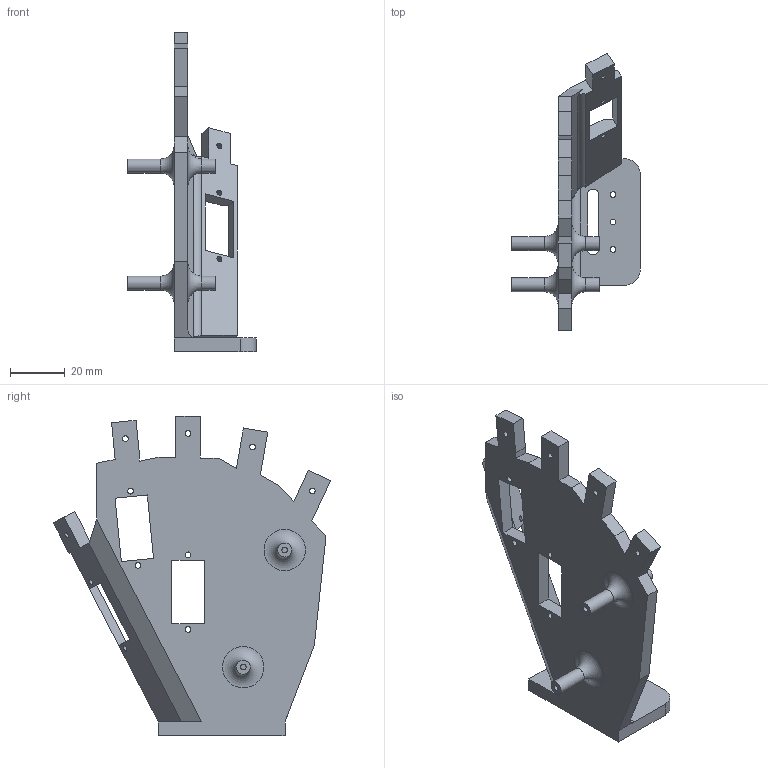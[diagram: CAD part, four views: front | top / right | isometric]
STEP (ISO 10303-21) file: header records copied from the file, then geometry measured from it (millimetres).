
FILE_DESCRIPTION(/* description */ (''),/* implementation_level */ '2;1');
FILE_NAME(/* name */ 'Palm_right_hand_mod v6.step',/* time_stamp */ '2020-05-04T12:13:42-06:00',/* author */ (''),/* organization */ (''),/* preprocessor_version */ 'ST-DEVELOPER v18.1',/* originating_system */ 'Autodesk Translation Framework v9.2.0.1227',/* authorisation */ '');
FILE_SCHEMA (('AUTOMOTIVE_DESIGN { 1 0 10303 214 3 1 1 }'));
Length unit declared in the file: millimetre
Products named in the file (2): Palm_right_hand_mod; Component2
Assembly tree (1 placements, depth 2):
  Palm_right_hand_mod
    Component2
Bounding box: 47 x 101.11 x 116.41 mm (x, y, z)
Volume: 43991.1 mm3; surface area: 22698 mm2
Topology: 1 solids, 1 shells, 99 faces, 268 edges, 178 vertices
Faces by surface type: plane 67, cylinder 28, torus 4
Full cylindrical faces by diameter (mm): 2.1 x18, 5.1 x4
Entity records: 3250 total; most frequent: CARTESIAN_POINT 548, DIRECTION 544, ORIENTED_EDGE 536, EDGE_CURVE 268, LINE 196, VECTOR 196, VERTEX_POINT 178, AXIS2_PLACEMENT_3D 174
